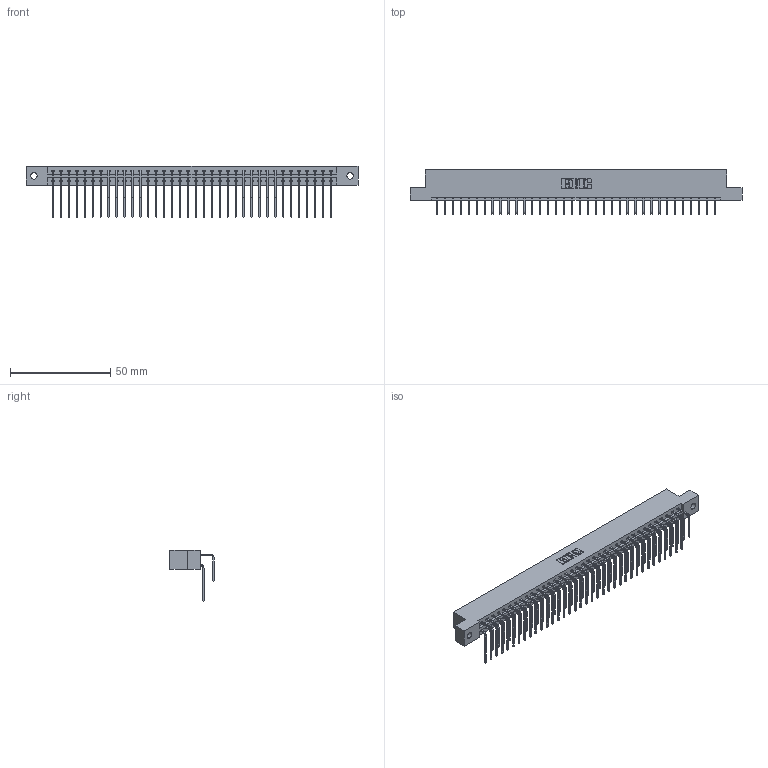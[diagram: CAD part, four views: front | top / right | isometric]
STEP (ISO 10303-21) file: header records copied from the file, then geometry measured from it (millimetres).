
FILE_DESCRIPTION (( 'STEP AP203' ), '1' );
FILE_NAME ('387-072-558-202.STEP', '2018-09-22T18:51:00', ( '' ), ( '' ), 'SwSTEP 2.0', 'SolidWorks 2016', '' );
FILE_SCHEMA (( 'CONFIG_CONTROL_DESIGN' ));
Length unit declared in the file: inch
Products named in the file (4): 337 Part_Flush Mounting Lugs - 0.128 Dia; 345-292-001_558 559 Tail - 1; 345-292-001_558 Tail - 2; 387-072-558-202
Assembly tree (73 placements, depth 2):
  387-072-558-202
    337 Part_Flush Mounting Lugs - 0.128 Dia
    345-292-001_558 559 Tail - 1  x36
    345-292-001_558 Tail - 2  x36
Bounding box: 165.66 x 22.17 x 25.53 mm (x, y, z)
Volume: 17757.2 mm3; surface area: 21829.2 mm2
Topology: 73 solids, 73 shells, 4146 faces, 12335 edges, 8126 vertices
Faces by surface type: plane 2950, cylinder 1196
Entity records: 30475 total; most frequent: CARTESIAN_POINT 5185, ORIENTED_EDGE 5070, DIRECTION 4403, EDGE_CURVE 2535, LINE 2367, VECTOR 2367, VERTEX_POINT 1686, AXIS2_PLACEMENT_3D 1018
